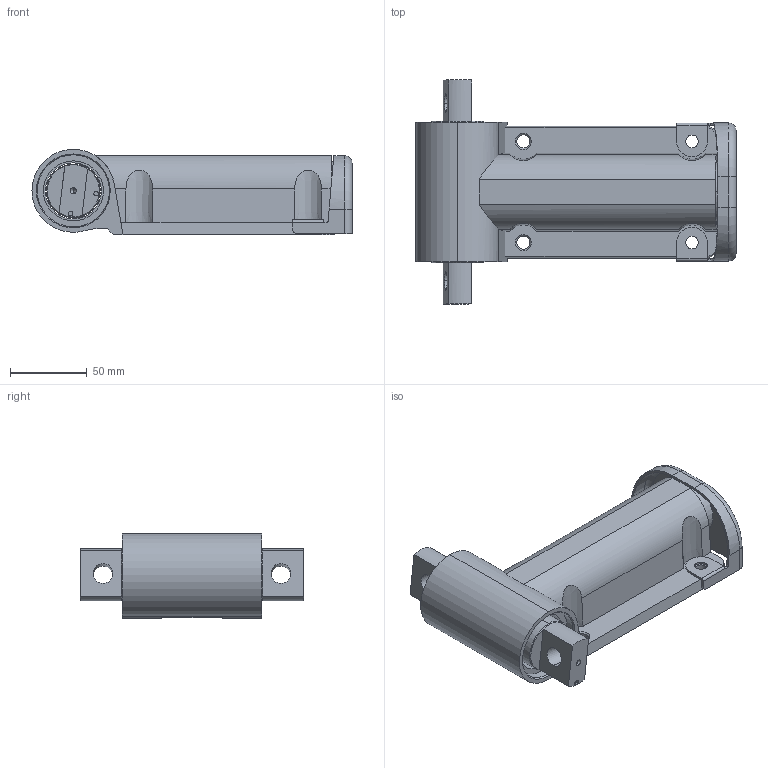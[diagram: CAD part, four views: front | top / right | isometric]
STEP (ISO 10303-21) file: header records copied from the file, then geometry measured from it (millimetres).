
FILE_DESCRIPTION (( 'STEP AP203' ), '1' );
FILE_NAME ('B-874-1.STEP', '2021-03-08T00:07:49', ( '' ), ( '' ), 'SwSTEP 2.0', 'SolidWorks 2018', '' );
FILE_SCHEMA (( 'CONFIG_CONTROL_DESIGN' ));
Length unit declared in the file: millimetre
Products named in the file (5): B-874-1_body_; B-874-1_screw plug_; B-874-1_safety cover_; B-874-1; B-874-1_shaft_
Assembly tree (4 placements, depth 2):
  B-874-1
    B-874-1_shaft_
    B-874-1_body_
    B-874-1_screw plug_
    B-874-1_safety cover_
Bounding box: 208.7 x 146 x 55.5 mm (x, y, z)
Volume: 421059.8 mm3; surface area: 122443.3 mm2
Topology: 4 solids, 4 shells, 194 faces, 489 edges, 305 vertices
Faces by surface type: plane 78, cylinder 76, cone 36, torus 4
Entity records: 6837 total; most frequent: CARTESIAN_POINT 1629, DIRECTION 1015, ORIENTED_EDGE 966, EDGE_CURVE 483, AXIS2_PLACEMENT_3D 379, VERTEX_POINT 305, LINE 257, VECTOR 257
